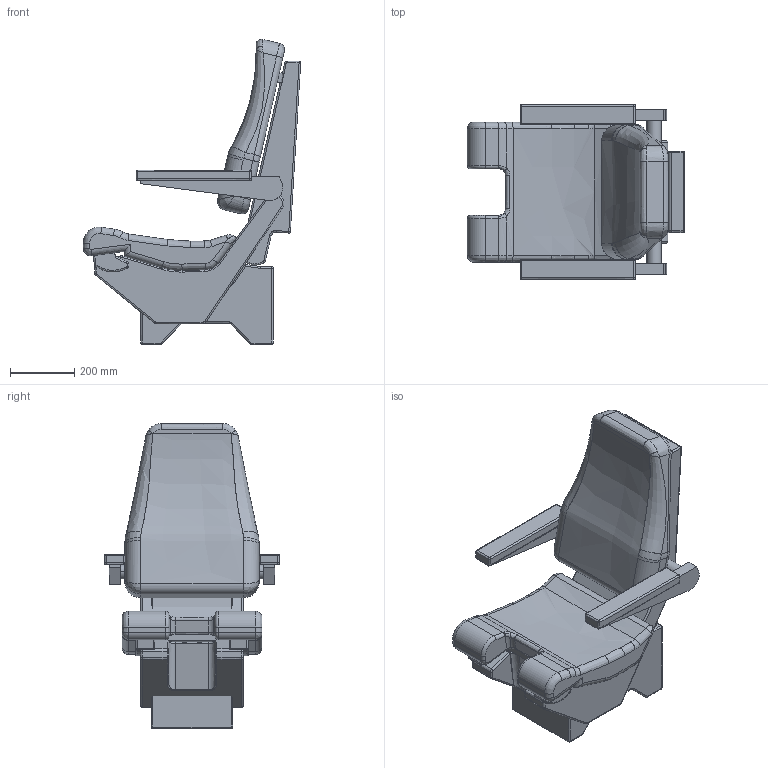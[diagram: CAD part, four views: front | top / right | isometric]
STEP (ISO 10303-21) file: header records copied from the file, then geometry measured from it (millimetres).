
FILE_DESCRIPTION(/* description */ (''),/* implementation_level */ '2;1');
FILE_NAME(/* name */ 'Pilot seat',/* time_stamp */ '2014-11-12T10:36:22+07:00',/* author */ (''),/* organization */ (''),/* preprocessor_version */ 'ST-DEVELOPER v10',/* originating_system */ '',/* authorisation */ '');
FILE_SCHEMA (('AUTOMOTIVE_DESIGN'));
Length unit declared in the file: millimetre
Products named in the file (1): 1
Bounding box: 678.42 x 546.1 x 952.67 mm (x, y, z)
Volume: 58583940.6 mm3; surface area: 3077047.9 mm2
Topology: 7 solids, 11 shells, 445 faces, 1027 edges, 553 vertices
Faces by surface type: bspline 345, plane 100
Entity records: 22499 total; most frequent: CARTESIAN_POINT 16860, ORIENTED_EDGE 1942, EDGE_CURVE 985, VERTEX_POINT 553, EDGE_LOOP 447, ADVANCED_FACE 445, FACE_OUTER_BOUND 445, B_SPLINE_CURVE_WITH_KNOTS 304
